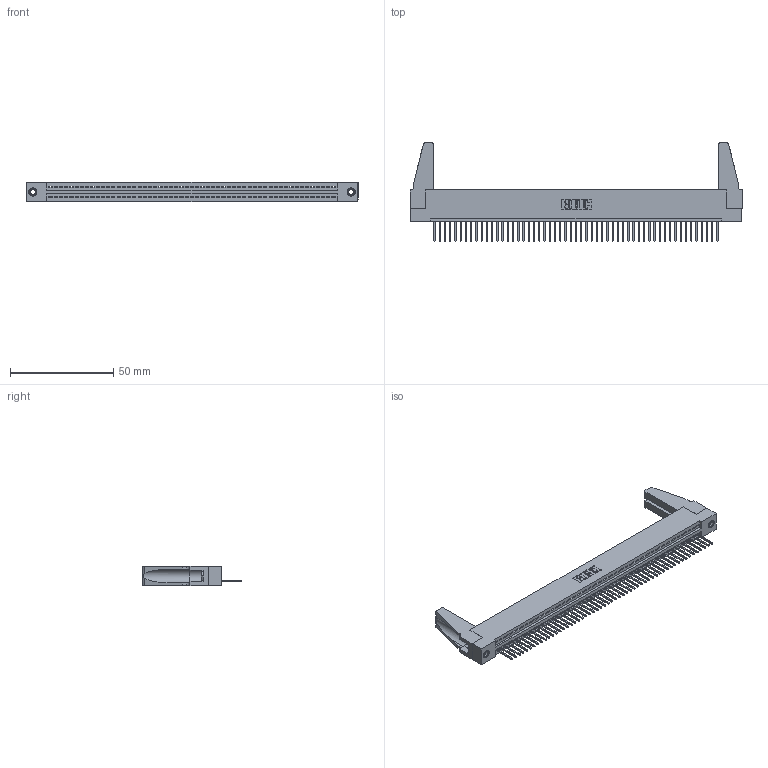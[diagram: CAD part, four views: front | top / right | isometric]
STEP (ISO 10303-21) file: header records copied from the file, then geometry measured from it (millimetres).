
FILE_DESCRIPTION (( 'STEP AP203' ), '1' );
FILE_NAME ('395-055-523-188.STEP', '2019-10-23T19:40:19', ( '' ), ( '' ), 'SwSTEP 2.0', 'SolidWorks 2016', '' );
FILE_SCHEMA (( 'CONFIG_CONTROL_DESIGN' ));
Length unit declared in the file: inch
Products named in the file (5): 345-292-001_345-293-123; 345-220-078_345-220-088; 345-250-001_345-250-001-102; 345 Part_Flush Mounting Lugs - 0.156 Dia-TH; 395-055-523-188
Assembly tree (60 placements, depth 2):
  395-055-523-188
    345 Part_Flush Mounting Lugs - 0.156 Dia-TH
    345-292-001_345-293-123  x55
    345-250-001_345-250-001-102  x2
    345-220-078_345-220-088  x2
Bounding box: 160.93 x 47.68 x 9.4 mm (x, y, z)
Volume: 18623.4 mm3; surface area: 23792.5 mm2
Topology: 60 solids, 60 shells, 3440 faces, 10335 edges, 6806 vertices
Faces by surface type: plane 2352, cylinder 1072, cone 12, torus 4
Entity records: 41810 total; most frequent: CARTESIAN_POINT 7231, ORIENTED_EDGE 7180, DIRECTION 6304, EDGE_CURVE 3590, LINE 3196, VECTOR 3196, VERTEX_POINT 2386, AXIS2_PLACEMENT_3D 1554
